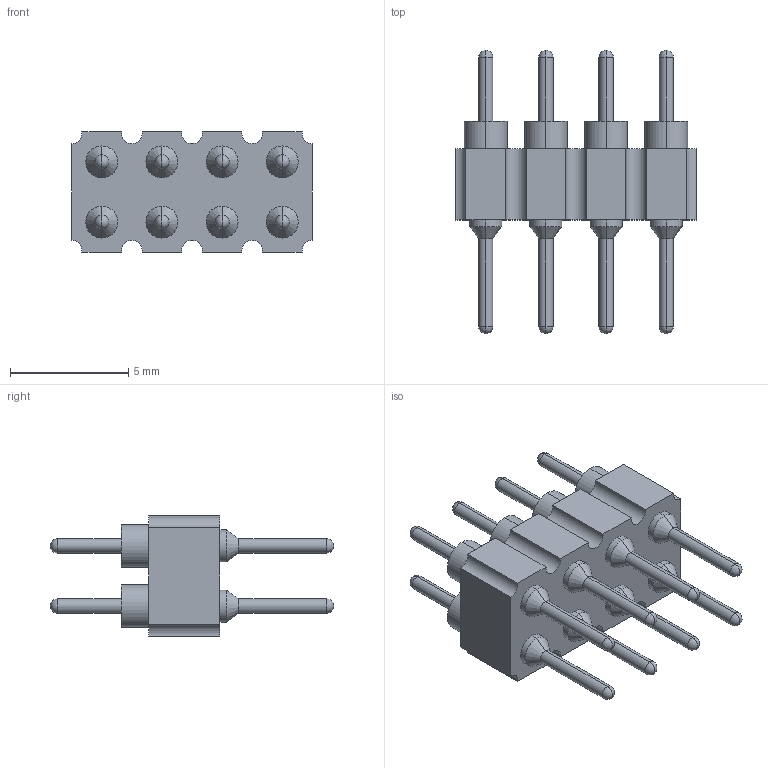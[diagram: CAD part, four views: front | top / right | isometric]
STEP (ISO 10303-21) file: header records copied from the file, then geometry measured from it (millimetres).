
FILE_DESCRIPTION((''),'2;1');
FILE_NAME('FSI25404-MD12S1018B','2025-10-10T',('工程三'),(''),'PRO/ENGINEER BY PARAMETRIC TECHNOLOGY CORPORATION, 2010280','PRO/ENGINEER BY PARAMETRIC TECHNOLOGY CORPORATION, 2010280','');
FILE_SCHEMA(('CONFIG_CONTROL_DESIGN'));
Length unit declared in the file: millimetre
Products named in the file (1): FSI25404-MD12S1018B
Bounding box: 10.16 x 11.96 x 5.08 mm (x, y, z)
Volume: 191.8 mm3; surface area: 367.8 mm2
Topology: 1 solids, 1 shells, 142 faces, 332 edges, 184 vertices
Faces by surface type: cylinder 74, sphere 32, plane 20, cone 16
Entity records: 3878 total; most frequent: DIRECTION 764, CARTESIAN_POINT 626, ORIENTED_EDGE 600, AXIS2_PLACEMENT_3D 322, EDGE_CURVE 300, VERTEX_POINT 184, CIRCLE 180, EDGE_LOOP 166
